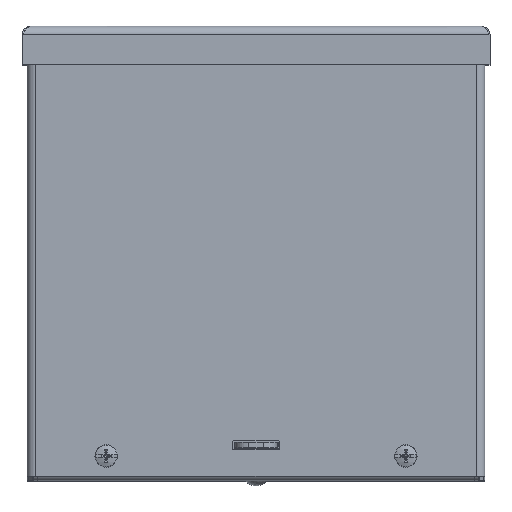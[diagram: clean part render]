
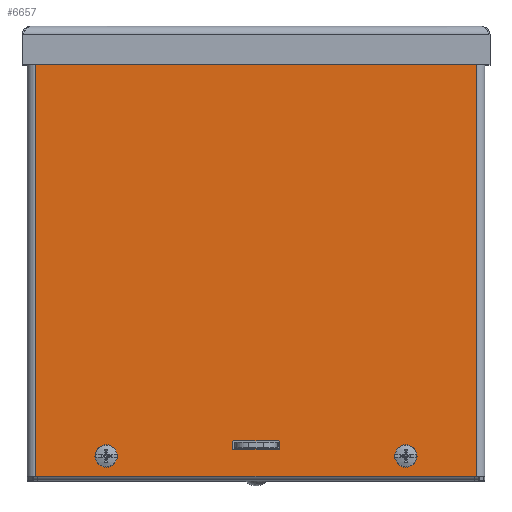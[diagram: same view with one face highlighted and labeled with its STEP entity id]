
A CAD part, top view. The second image highlights one B-rep face of the part: STEP entity #6657.
In plain terms, the highlighted planar face has unit normal (0, 0, 1).
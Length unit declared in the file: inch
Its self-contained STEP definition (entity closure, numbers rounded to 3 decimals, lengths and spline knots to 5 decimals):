
#109 = VERTEX_POINT ( 'NONE', #12726 ) ;
#473 = DIRECTION ( 'NONE',  ( 1., 0., 0. ) ) ;
#497 = EDGE_LOOP ( 'NONE', ( #1673, #15703, #3050, #5222 ) ) ;
#953 = EDGE_CURVE ( 'NONE', #2717, #3786, #12596, .T. ) ;
#975 = EDGE_CURVE ( 'NONE', #109, #7311, #13460, .T. ) ;
#1213 = ORIENTED_EDGE ( 'NONE', *, *, #953, .F. ) ;
#1246 = LINE ( 'NONE', #3595, #12979 ) ;
#1317 = DIRECTION ( 'NONE',  ( 0., 0., 1. ) ) ;
#1332 = ORIENTED_EDGE ( 'NONE', *, *, #3932, .F. ) ;
#1596 = CARTESIAN_POINT ( 'NONE',  ( -0.39063, -3.44613, 2.19362 ) ) ;
#1673 = ORIENTED_EDGE ( 'NONE', *, *, #4257, .T. ) ;
#1814 = VECTOR ( 'NONE', #16875, 39.37008 ) ;
#2444 = VECTOR ( 'NONE', #3983, 39.37008 ) ;
#2543 = CIRCLE ( 'NONE', #13362, 0.03125 ) ;
#2576 = EDGE_CURVE ( 'NONE', #10089, #10089, #16326, .T. ) ;
#2580 = DIRECTION ( 'NONE',  ( 0., -1., 0. ) ) ;
#2717 = VERTEX_POINT ( 'NONE', #9247 ) ;
#2819 = DIRECTION ( 'NONE',  ( 0., 0., 1. ) ) ;
#2855 = CARTESIAN_POINT ( 'NONE',  ( 0.21094, -3.44613, 2.19362 ) ) ;
#2893 = EDGE_CURVE ( 'NONE', #15958, #109, #6330, .T. ) ;
#2934 = CARTESIAN_POINT ( 'NONE',  ( 0.39063, -3.32113, 2.19362 ) ) ;
#3023 = VERTEX_POINT ( 'NONE', #6294 ) ;
#3050 = ORIENTED_EDGE ( 'NONE', *, *, #2893, .T. ) ;
#3219 = DIRECTION ( 'NONE',  ( 0., 0., -1. ) ) ;
#3320 = ORIENTED_EDGE ( 'NONE', *, *, #16278, .T. ) ;
#3595 = CARTESIAN_POINT ( 'NONE',  ( -0.21094, -3.28988, 2.19362 ) ) ;
#3675 = CARTESIAN_POINT ( 'NONE',  ( -2.65625, 3.59375, 2.19362 ) ) ;
#3735 = ORIENTED_EDGE ( 'NONE', *, *, #17020, .T. ) ;
#3786 = VERTEX_POINT ( 'NONE', #8063 ) ;
#3913 = VECTOR ( 'NONE', #13764, 39.37008 ) ;
#3932 = EDGE_CURVE ( 'NONE', #17026, #9267, #2543, .T. ) ;
#3983 = DIRECTION ( 'NONE',  ( -1., 0., 0. ) ) ;
#4006 = CARTESIAN_POINT ( 'NONE',  ( -0.39063, -3.32113, 2.19362 ) ) ;
#4085 = AXIS2_PLACEMENT_3D ( 'NONE', #10065, #11355, #8578 ) ;
#4257 = EDGE_CURVE ( 'NONE', #7311, #3023, #8955, .T. ) ;
#4261 = DIRECTION ( 'NONE',  ( 0.707, 0.707, 0. ) ) ;
#4313 = VECTOR ( 'NONE', #17437, 39.37008 ) ;
#4565 = CARTESIAN_POINT ( 'NONE',  ( 3.90625, -3.92188, 2.19362 ) ) ;
#4658 = VERTEX_POINT ( 'NONE', #16140 ) ;
#4845 = EDGE_LOOP ( 'NONE', ( #5378 ) ) ;
#4995 = FACE_BOUND ( 'NONE', #4845, .T. ) ;
#5132 = VECTOR ( 'NONE', #2580, 39.37008 ) ;
#5222 = ORIENTED_EDGE ( 'NONE', *, *, #975, .T. ) ;
#5360 = LINE ( 'NONE', #6987, #15939 ) ;
#5378 = ORIENTED_EDGE ( 'NONE', *, *, #6992, .T. ) ;
#5409 = EDGE_CURVE ( 'NONE', #5507, #11793, #14328, .T. ) ;
#5507 = VERTEX_POINT ( 'NONE', #16723 ) ;
#5532 = CARTESIAN_POINT ( 'NONE',  ( 2.65625, 3.59375, 2.19362 ) ) ;
#5665 = EDGE_LOOP ( 'NONE', ( #8840 ) ) ;
#5764 = CARTESIAN_POINT ( 'NONE',  ( -0.39063, -3.41488, 2.19362 ) ) ;
#5871 = FACE_BOUND ( 'NONE', #5665, .T. ) ;
#6068 = EDGE_LOOP ( 'NONE', ( #6432 ) ) ;
#6122 = AXIS2_PLACEMENT_3D ( 'NONE', #12105, #13489, #6595 ) ;
#6294 = CARTESIAN_POINT ( 'NONE',  ( 3.90625, 3.95312, 2.19362 ) ) ;
#6300 = CARTESIAN_POINT ( 'NONE',  ( 0., 0.01562, 2.19362 ) ) ;
#6306 = FACE_BOUND ( 'NONE', #6068, .T. ) ;
#6330 = LINE ( 'NONE', #8217, #10478 ) ;
#6432 = ORIENTED_EDGE ( 'NONE', *, *, #2576, .T. ) ;
#6595 = DIRECTION ( 'NONE',  ( 0.707, -0.707, 0. ) ) ;
#6657 = ADVANCED_FACE ( 'NONE', ( #16043, #6306, #4995, #8018, #11720, #5871 ), #17358, .F. ) ;
#6967 = DIRECTION ( 'NONE',  ( 0., -1., 0. ) ) ;
#6987 = CARTESIAN_POINT ( 'NONE',  ( 4.059, 3.95313, 2.19362 ) ) ;
#6992 = EDGE_CURVE ( 'NONE', #4658, #4658, #16658, .T. ) ;
#7015 = EDGE_CURVE ( 'NONE', #17455, #9831, #8818, .T. ) ;
#7157 = AXIS2_PLACEMENT_3D ( 'NONE', #6300, #14514, #11744 ) ;
#7311 = VERTEX_POINT ( 'NONE', #4565 ) ;
#7737 = EDGE_CURVE ( 'NONE', #3023, #15958, #5360, .T. ) ;
#8018 = FACE_BOUND ( 'NONE', #17939, .T. ) ;
#8063 = CARTESIAN_POINT ( 'NONE',  ( -0.42188, -3.32113, 2.19362 ) ) ;
#8208 = CARTESIAN_POINT ( 'NONE',  ( 3.90625, -1.95313, 2.19362 ) ) ;
#8217 = CARTESIAN_POINT ( 'NONE',  ( -3.90625, 1.98438, 2.19362 ) ) ;
#8463 = DIRECTION ( 'NONE',  ( 0., 0., 1. ) ) ;
#8578 = DIRECTION ( 'NONE',  ( 1., 0., 0. ) ) ;
#8644 = AXIS2_PLACEMENT_3D ( 'NONE', #3675, #16211, #12157 ) ;
#8767 = LINE ( 'NONE', #15084, #5132 ) ;
#8818 = CIRCLE ( 'NONE', #6122, 0.03125 ) ;
#8840 = ORIENTED_EDGE ( 'NONE', *, *, #15841, .T. ) ;
#8852 = EDGE_CURVE ( 'NONE', #13308, #13308, #16195, .T. ) ;
#8955 = LINE ( 'NONE', #8208, #1814 ) ;
#9091 = CARTESIAN_POINT ( 'NONE',  ( -2.53125, -3.5625, 2.19362 ) ) ;
#9203 = CARTESIAN_POINT ( 'NONE',  ( -0.42188, -1.71525, 2.19362 ) ) ;
#9247 = CARTESIAN_POINT ( 'NONE',  ( -0.39063, -3.28988, 2.19362 ) ) ;
#9267 = VERTEX_POINT ( 'NONE', #11045 ) ;
#9636 = CARTESIAN_POINT ( 'NONE',  ( -4.059, -3.92188, 2.19362 ) ) ;
#9831 = VERTEX_POINT ( 'NONE', #10104 ) ;
#9878 = ORIENTED_EDGE ( 'NONE', *, *, #8852, .T. ) ;
#9919 = AXIS2_PLACEMENT_3D ( 'NONE', #5764, #2819, #9934 ) ;
#9934 = DIRECTION ( 'NONE',  ( -0.707, -0.707, 0. ) ) ;
#10065 = CARTESIAN_POINT ( 'NONE',  ( 2.65625, -3.5625, 2.19362 ) ) ;
#10089 = VERTEX_POINT ( 'NONE', #9091 ) ;
#10104 = CARTESIAN_POINT ( 'NONE',  ( 0.42187, -3.41488, 2.19362 ) ) ;
#10478 = VECTOR ( 'NONE', #6967, 39.37008 ) ;
#10785 = CARTESIAN_POINT ( 'NONE',  ( -3.90625, 3.95312, 2.19362 ) ) ;
#11045 = CARTESIAN_POINT ( 'NONE',  ( 0.39062, -3.28988, 2.19362 ) ) ;
#11355 = DIRECTION ( 'NONE',  ( 0., 0., -1. ) ) ;
#11448 = ORIENTED_EDGE ( 'NONE', *, *, #7015, .F. ) ;
#11530 = CARTESIAN_POINT ( 'NONE',  ( -2.65625, -3.5625, 2.19362 ) ) ;
#11720 = FACE_BOUND ( 'NONE', #13569, .T. ) ;
#11744 = DIRECTION ( 'NONE',  ( 1., 0., 0. ) ) ;
#11793 = VERTEX_POINT ( 'NONE', #1596 ) ;
#12094 = ORIENTED_EDGE ( 'NONE', *, *, #5409, .F. ) ;
#12105 = CARTESIAN_POINT ( 'NONE',  ( 0.39063, -3.41488, 2.19362 ) ) ;
#12157 = DIRECTION ( 'NONE',  ( 1., 0., 0. ) ) ;
#12295 = DIRECTION ( 'NONE',  ( 0., 0., -1. ) ) ;
#12596 = CIRCLE ( 'NONE', #16677, 0.03125 ) ;
#12726 = CARTESIAN_POINT ( 'NONE',  ( -3.90625, -3.92188, 2.19362 ) ) ;
#12979 = VECTOR ( 'NONE', #16119, 39.37008 ) ;
#13308 = VERTEX_POINT ( 'NONE', #17583 ) ;
#13362 = AXIS2_PLACEMENT_3D ( 'NONE', #2934, #8463, #4261 ) ;
#13382 = DIRECTION ( 'NONE',  ( 1., 0., 0. ) ) ;
#13460 = LINE ( 'NONE', #9636, #3913 ) ;
#13489 = DIRECTION ( 'NONE',  ( 0., 0., 1. ) ) ;
#13569 = EDGE_LOOP ( 'NONE', ( #9878 ) ) ;
#13764 = DIRECTION ( 'NONE',  ( 1., 0., 0. ) ) ;
#13913 = AXIS2_PLACEMENT_3D ( 'NONE', #11530, #3219, #473 ) ;
#14108 = EDGE_CURVE ( 'NONE', #17026, #9831, #8767, .T. ) ;
#14328 = CIRCLE ( 'NONE', #9919, 0.03125 ) ;
#14514 = DIRECTION ( 'NONE',  ( 0., 0., -1. ) ) ;
#14727 = CIRCLE ( 'NONE', #17329, 0.125 ) ;
#15084 = CARTESIAN_POINT ( 'NONE',  ( 0.42188, -1.63713, 2.19362 ) ) ;
#15220 = LINE ( 'NONE', #2855, #2444 ) ;
#15362 = LINE ( 'NONE', #9203, #4313 ) ;
#15703 = ORIENTED_EDGE ( 'NONE', *, *, #7737, .T. ) ;
#15841 = EDGE_CURVE ( 'NONE', #16351, #16351, #14727, .T. ) ;
#15939 = VECTOR ( 'NONE', #16674, 39.37008 ) ;
#15958 = VERTEX_POINT ( 'NONE', #10785 ) ;
#15969 = CARTESIAN_POINT ( 'NONE',  ( 0.39062, -3.44613, 2.19362 ) ) ;
#15981 = ORIENTED_EDGE ( 'NONE', *, *, #16994, .T. ) ;
#15992 = CARTESIAN_POINT ( 'NONE',  ( 0.42187, -3.32113, 2.19362 ) ) ;
#16043 = FACE_OUTER_BOUND ( 'NONE', #497, .T. ) ;
#16119 = DIRECTION ( 'NONE',  ( 1., 0., 0. ) ) ;
#16140 = CARTESIAN_POINT ( 'NONE',  ( -2.53125, 3.59375, 2.19362 ) ) ;
#16195 = CIRCLE ( 'NONE', #4085, 0.125 ) ;
#16211 = DIRECTION ( 'NONE',  ( 0., 0., -1. ) ) ;
#16278 = EDGE_CURVE ( 'NONE', #17455, #11793, #15220, .T. ) ;
#16326 = CIRCLE ( 'NONE', #13913, 0.125 ) ;
#16351 = VERTEX_POINT ( 'NONE', #17711 ) ;
#16353 = DIRECTION ( 'NONE',  ( -0.707, 0.707, 0. ) ) ;
#16658 = CIRCLE ( 'NONE', #8644, 0.125 ) ;
#16674 = DIRECTION ( 'NONE',  ( -1., 0., 0. ) ) ;
#16677 = AXIS2_PLACEMENT_3D ( 'NONE', #4006, #1317, #16353 ) ;
#16723 = CARTESIAN_POINT ( 'NONE',  ( -0.42188, -3.41488, 2.19362 ) ) ;
#16875 = DIRECTION ( 'NONE',  ( 0., 1., 0. ) ) ;
#16994 = EDGE_CURVE ( 'NONE', #5507, #3786, #15362, .T. ) ;
#17020 = EDGE_CURVE ( 'NONE', #2717, #9267, #1246, .T. ) ;
#17026 = VERTEX_POINT ( 'NONE', #15992 ) ;
#17329 = AXIS2_PLACEMENT_3D ( 'NONE', #5532, #12295, #13382 ) ;
#17358 = PLANE ( 'NONE',  #7157 ) ;
#17437 = DIRECTION ( 'NONE',  ( 0., 1., 0. ) ) ;
#17455 = VERTEX_POINT ( 'NONE', #15969 ) ;
#17583 = CARTESIAN_POINT ( 'NONE',  ( 2.78125, -3.5625, 2.19362 ) ) ;
#17711 = CARTESIAN_POINT ( 'NONE',  ( 2.78125, 3.59375, 2.19362 ) ) ;
#17939 = EDGE_LOOP ( 'NONE', ( #17973, #11448, #3320, #12094, #15981, #1213, #3735, #1332 ) ) ;
#17973 = ORIENTED_EDGE ( 'NONE', *, *, #14108, .T. ) ;
